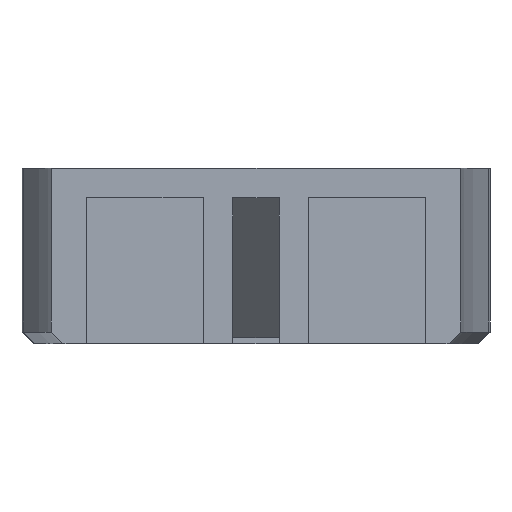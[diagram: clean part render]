
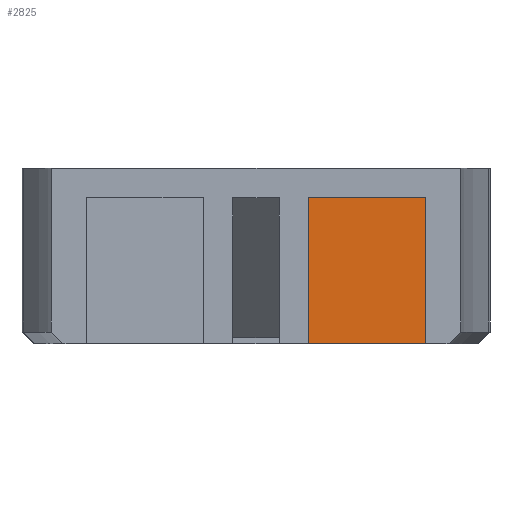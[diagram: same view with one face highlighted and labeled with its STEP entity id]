
A CAD part, left-side view. The second image highlights one B-rep face of the part: STEP entity #2825.
In plain terms, the highlighted planar face has unit normal (-1, 0, 0).
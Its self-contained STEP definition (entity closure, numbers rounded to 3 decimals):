
#1571 = PLANE('',#1572);
#1572 = AXIS2_PLACEMENT_3D('',#1573,#1574,#1575);
#1573 = CARTESIAN_POINT('',(-63.,-33.,62.));
#1574 = DIRECTION('',(0.,0.,1.));
#1575 = DIRECTION('',(1.,0.,0.));
#1897 = PLANE('',#1898);
#1898 = AXIS2_PLACEMENT_3D('',#1899,#1900,#1901);
#1899 = CARTESIAN_POINT('',(-112.808,-29.,62.));
#1900 = DIRECTION('',(0.,1.,0.));
#1901 = DIRECTION('',(1.,0.,0.));
#2669 = VERTEX_POINT('',#2670);
#2670 = CARTESIAN_POINT('',(17.,-29.,62.));
#2714 = VERTEX_POINT('',#2715);
#2715 = CARTESIAN_POINT('',(17.,-29.,87.));
#2729 = PLANE('',#2730);
#2730 = AXIS2_PLACEMENT_3D('',#2731,#2732,#2733);
#2731 = CARTESIAN_POINT('',(-112.808,-29.,87.));
#2732 = DIRECTION('',(0.,0.,-1.));
#2733 = DIRECTION('',(-1.,0.,0.));
#2741 = EDGE_CURVE('',#2669,#2714,#2742,.T.);
#2742 = SURFACE_CURVE('',#2743,(#2747,#2754),.PCURVE_S1.);
#2743 = LINE('',#2744,#2745);
#2744 = CARTESIAN_POINT('',(17.,-29.,62.));
#2745 = VECTOR('',#2746,1.);
#2746 = DIRECTION('',(0.,0.,1.));
#2747 = PCURVE('',#1897,#2748);
#2748 = DEFINITIONAL_REPRESENTATION('',(#2749),#2753);
#2749 = LINE('',#2750,#2751);
#2750 = CARTESIAN_POINT('',(129.808,0.));
#2751 = VECTOR('',#2752,1.);
#2752 = DIRECTION('',(0.,-1.));
#2753 = ( GEOMETRIC_REPRESENTATION_CONTEXT(2) 
PARAMETRIC_REPRESENTATION_CONTEXT() REPRESENTATION_CONTEXT('2D SPACE',''
  ) );
#2754 = PCURVE('',#2755,#2760);
#2755 = PLANE('',#2756);
#2756 = AXIS2_PLACEMENT_3D('',#2757,#2758,#2759);
#2757 = CARTESIAN_POINT('',(17.,-29.,62.));
#2758 = DIRECTION('',(-1.,0.,0.));
#2759 = DIRECTION('',(0.,1.,0.));
#2760 = DEFINITIONAL_REPRESENTATION('',(#2761),#2765);
#2761 = LINE('',#2762,#2763);
#2762 = CARTESIAN_POINT('',(0.,0.));
#2763 = VECTOR('',#2764,1.);
#2764 = DIRECTION('',(0.,-1.));
#2765 = ( GEOMETRIC_REPRESENTATION_CONTEXT(2) 
PARAMETRIC_REPRESENTATION_CONTEXT() REPRESENTATION_CONTEXT('2D SPACE',''
  ) );
#2825 = ADVANCED_FACE('',(#2826),#2755,.T.);
#2826 = FACE_BOUND('',#2827,.T.);
#2827 = EDGE_LOOP('',(#2828,#2829,#2852,#2880));
#2828 = ORIENTED_EDGE('',*,*,#2741,.T.);
#2829 = ORIENTED_EDGE('',*,*,#2830,.T.);
#2830 = EDGE_CURVE('',#2714,#2831,#2833,.T.);
#2831 = VERTEX_POINT('',#2832);
#2832 = CARTESIAN_POINT('',(17.,-9.,87.));
#2833 = SURFACE_CURVE('',#2834,(#2838,#2845),.PCURVE_S1.);
#2834 = LINE('',#2835,#2836);
#2835 = CARTESIAN_POINT('',(17.,-29.,87.));
#2836 = VECTOR('',#2837,1.);
#2837 = DIRECTION('',(0.,1.,0.));
#2838 = PCURVE('',#2755,#2839);
#2839 = DEFINITIONAL_REPRESENTATION('',(#2840),#2844);
#2840 = LINE('',#2841,#2842);
#2841 = CARTESIAN_POINT('',(0.,-25.));
#2842 = VECTOR('',#2843,1.);
#2843 = DIRECTION('',(1.,0.));
#2844 = ( GEOMETRIC_REPRESENTATION_CONTEXT(2) 
PARAMETRIC_REPRESENTATION_CONTEXT() REPRESENTATION_CONTEXT('2D SPACE',''
  ) );
#2845 = PCURVE('',#2729,#2846);
#2846 = DEFINITIONAL_REPRESENTATION('',(#2847),#2851);
#2847 = LINE('',#2848,#2849);
#2848 = CARTESIAN_POINT('',(-129.808,0.));
#2849 = VECTOR('',#2850,1.);
#2850 = DIRECTION('',(0.,1.));
#2851 = ( GEOMETRIC_REPRESENTATION_CONTEXT(2) 
PARAMETRIC_REPRESENTATION_CONTEXT() REPRESENTATION_CONTEXT('2D SPACE',''
  ) );
#2852 = ORIENTED_EDGE('',*,*,#2853,.F.);
#2853 = EDGE_CURVE('',#2854,#2831,#2856,.T.);
#2854 = VERTEX_POINT('',#2855);
#2855 = CARTESIAN_POINT('',(17.,-9.,62.));
#2856 = SURFACE_CURVE('',#2857,(#2861,#2868),.PCURVE_S1.);
#2857 = LINE('',#2858,#2859);
#2858 = CARTESIAN_POINT('',(17.,-9.,62.));
#2859 = VECTOR('',#2860,1.);
#2860 = DIRECTION('',(0.,0.,1.));
#2861 = PCURVE('',#2755,#2862);
#2862 = DEFINITIONAL_REPRESENTATION('',(#2863),#2867);
#2863 = LINE('',#2864,#2865);
#2864 = CARTESIAN_POINT('',(20.,0.));
#2865 = VECTOR('',#2866,1.);
#2866 = DIRECTION('',(0.,-1.));
#2867 = ( GEOMETRIC_REPRESENTATION_CONTEXT(2) 
PARAMETRIC_REPRESENTATION_CONTEXT() REPRESENTATION_CONTEXT('2D SPACE',''
  ) );
#2868 = PCURVE('',#2869,#2874);
#2869 = PLANE('',#2870);
#2870 = AXIS2_PLACEMENT_3D('',#2871,#2872,#2873);
#2871 = CARTESIAN_POINT('',(17.,-9.,62.));
#2872 = DIRECTION('',(0.,-1.,0.));
#2873 = DIRECTION('',(-1.,0.,0.));
#2874 = DEFINITIONAL_REPRESENTATION('',(#2875),#2879);
#2875 = LINE('',#2876,#2877);
#2876 = CARTESIAN_POINT('',(0.,-0.));
#2877 = VECTOR('',#2878,1.);
#2878 = DIRECTION('',(0.,-1.));
#2879 = ( GEOMETRIC_REPRESENTATION_CONTEXT(2) 
PARAMETRIC_REPRESENTATION_CONTEXT() REPRESENTATION_CONTEXT('2D SPACE',''
  ) );
#2880 = ORIENTED_EDGE('',*,*,#2881,.F.);
#2881 = EDGE_CURVE('',#2669,#2854,#2882,.T.);
#2882 = SURFACE_CURVE('',#2883,(#2887,#2894),.PCURVE_S1.);
#2883 = LINE('',#2884,#2885);
#2884 = CARTESIAN_POINT('',(17.,-29.,62.));
#2885 = VECTOR('',#2886,1.);
#2886 = DIRECTION('',(0.,1.,0.));
#2887 = PCURVE('',#2755,#2888);
#2888 = DEFINITIONAL_REPRESENTATION('',(#2889),#2893);
#2889 = LINE('',#2890,#2891);
#2890 = CARTESIAN_POINT('',(0.,0.));
#2891 = VECTOR('',#2892,1.);
#2892 = DIRECTION('',(1.,0.));
#2893 = ( GEOMETRIC_REPRESENTATION_CONTEXT(2) 
PARAMETRIC_REPRESENTATION_CONTEXT() REPRESENTATION_CONTEXT('2D SPACE',''
  ) );
#2894 = PCURVE('',#1571,#2895);
#2895 = DEFINITIONAL_REPRESENTATION('',(#2896),#2900);
#2896 = LINE('',#2897,#2898);
#2897 = CARTESIAN_POINT('',(80.,4.));
#2898 = VECTOR('',#2899,1.);
#2899 = DIRECTION('',(0.,1.));
#2900 = ( GEOMETRIC_REPRESENTATION_CONTEXT(2) 
PARAMETRIC_REPRESENTATION_CONTEXT() REPRESENTATION_CONTEXT('2D SPACE',''
  ) );
